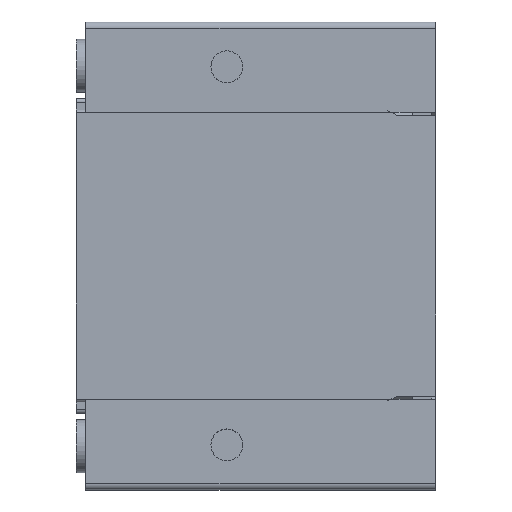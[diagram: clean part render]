
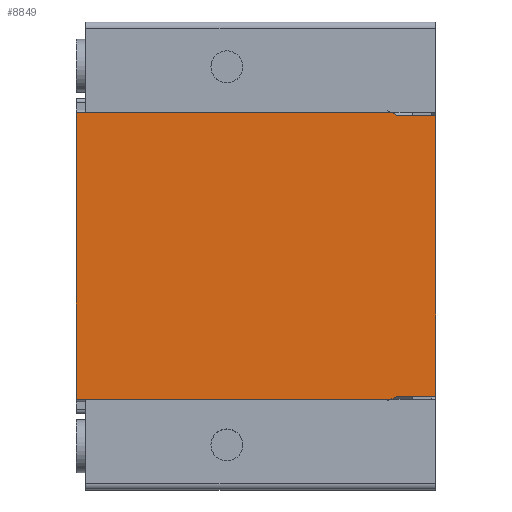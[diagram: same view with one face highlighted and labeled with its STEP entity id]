
A CAD part, top view. The second image highlights one B-rep face of the part: STEP entity #8849.
In plain terms, the highlighted planar face has unit normal (0, 0, 1).
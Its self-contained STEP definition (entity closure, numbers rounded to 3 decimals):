
#679=DIRECTION('',(0.,1.,0.));
#680=VECTOR('',#679,22.86);
#681=CARTESIAN_POINT('',(14.625,1.4,7.145));
#682=LINE('',#681,#680);
#2618=DIRECTION('',(-0.907,0.421,0.));
#2619=VECTOR('',#2618,0.598);
#2620=CARTESIAN_POINT('',(11.525,24.26,7.145));
#2621=LINE('',#2620,#2619);
#2622=DIRECTION('',(-1.,0.,0.));
#2623=VECTOR('',#2622,3.1);
#2624=CARTESIAN_POINT('',(14.625,24.26,7.145));
#2625=LINE('',#2624,#2623);
#2626=DIRECTION('',(-1.,0.,0.));
#2627=VECTOR('',#2626,3.1);
#2628=CARTESIAN_POINT('',(14.625,1.4,7.145));
#2629=LINE('',#2628,#2627);
#2630=DIRECTION('',(-0.907,-0.421,0.));
#2631=VECTOR('',#2630,0.598);
#2632=CARTESIAN_POINT('',(11.525,1.4,7.145));
#2633=LINE('',#2632,#2631);
#2634=DIRECTION('',(1.,0.,0.));
#2635=VECTOR('',#2634,25.608);
#2636=CARTESIAN_POINT('',(-14.625,1.149,7.145));
#2637=LINE('',#2636,#2635);
#2638=DIRECTION('',(0.,1.,0.));
#2639=VECTOR('',#2638,23.363);
#2640=CARTESIAN_POINT('',(-14.625,1.149,7.145));
#2641=LINE('',#2640,#2639);
#2642=DIRECTION('',(1.,0.,0.));
#2643=VECTOR('',#2642,25.608);
#2644=CARTESIAN_POINT('',(-14.625,24.511,7.145));
#2645=LINE('',#2644,#2643);
#4472=CARTESIAN_POINT('',(14.625,1.4,7.145));
#4473=CARTESIAN_POINT('',(11.525,1.4,7.145));
#4474=VERTEX_POINT('',#4472);
#4475=VERTEX_POINT('',#4473);
#4530=CARTESIAN_POINT('',(10.983,1.149,7.145));
#4531=VERTEX_POINT('',#4530);
#4532=CARTESIAN_POINT('',(-14.625,1.149,7.145));
#4533=VERTEX_POINT('',#4532);
#4555=CARTESIAN_POINT('',(-14.625,24.511,7.145));
#4556=VERTEX_POINT('',#4555);
#4715=CARTESIAN_POINT('',(11.525,24.26,7.145));
#4716=CARTESIAN_POINT('',(10.983,24.511,7.145));
#4717=VERTEX_POINT('',#4715);
#4718=VERTEX_POINT('',#4716);
#4719=CARTESIAN_POINT('',(14.625,24.26,7.145));
#4720=VERTEX_POINT('',#4719);
#8831=CARTESIAN_POINT('',(-14.625,0.,7.145));
#8832=DIRECTION('',(0.,0.,1.));
#8833=DIRECTION('',(1.,0.,0.));
#8834=AXIS2_PLACEMENT_3D('',#8831,#8832,#8833);
#8835=PLANE('',#8834);
#8837=ORIENTED_EDGE('',*,*,#8836,.F.);
#8839=ORIENTED_EDGE('',*,*,#8838,.F.);
#8840=ORIENTED_EDGE('',*,*,#5920,.F.);
#8841=ORIENTED_EDGE('',*,*,#7483,.T.);
#8843=ORIENTED_EDGE('',*,*,#8842,.T.);
#8844=ORIENTED_EDGE('',*,*,#7583,.F.);
#8845=ORIENTED_EDGE('',*,*,#5581,.T.);
#8846=ORIENTED_EDGE('',*,*,#5783,.T.);
#8847=EDGE_LOOP('',(#8837,#8839,#8840,#8841,#8843,#8844,#8845,#8846));
#8848=FACE_OUTER_BOUND('',#8847,.F.);
#8849=ADVANCED_FACE('',(#8848),#8835,.T.);
#5581=EDGE_CURVE('',#4533,#4556,#2641,.T.);
#5783=EDGE_CURVE('',#4556,#4718,#2645,.T.);
#5920=EDGE_CURVE('',#4474,#4720,#682,.T.);
#7483=EDGE_CURVE('',#4474,#4475,#2629,.T.);
#7583=EDGE_CURVE('',#4533,#4531,#2637,.T.);
#8836=EDGE_CURVE('',#4717,#4718,#2621,.T.);
#8838=EDGE_CURVE('',#4720,#4717,#2625,.T.);
#8842=EDGE_CURVE('',#4475,#4531,#2633,.T.);
